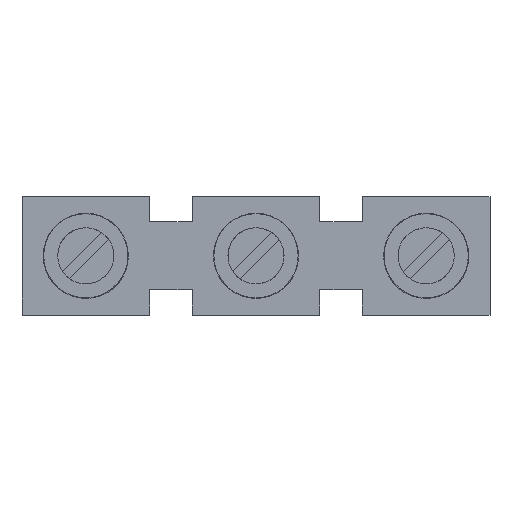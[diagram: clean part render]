
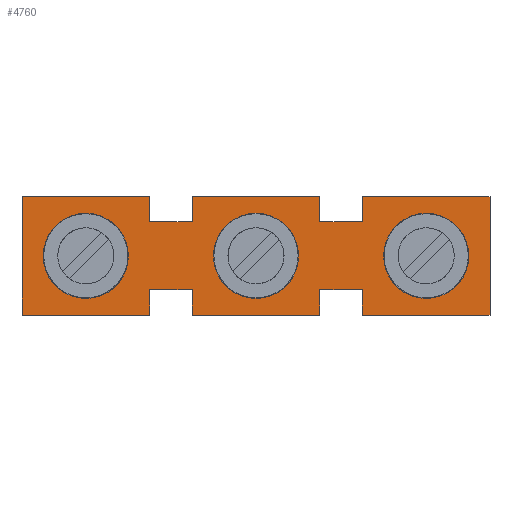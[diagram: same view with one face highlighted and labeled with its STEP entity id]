
A CAD part, top view. The second image highlights one B-rep face of the part: STEP entity #4760.
In plain terms, the highlighted face is planar.
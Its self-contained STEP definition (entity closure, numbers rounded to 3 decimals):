
#2800=CARTESIAN_POINT('',(188.851,75.07,-7.5));
#2810=DIRECTION('',(-0.,1.,0.));
#2820=DIRECTION('',(1.,0.,0.));
#2830=AXIS2_PLACEMENT_3D('',#2800,#2810,#2820);
#2840=PLANE('',#2830);
#2850=CARTESIAN_POINT('',(192.601,75.07,40.));
#2860=DIRECTION('',(0.,-1.,0.));
#2870=DIRECTION('',(-1.,0.,0.));
#2880=AXIS2_PLACEMENT_3D('',#2850,#2860,#2870);
#2890=CIRCLE('',#2880,5.);
#2900=CARTESIAN_POINT('',(187.601,75.07,40.));
#2910=VERTEX_POINT('',#2900);
#2920=CARTESIAN_POINT('',(197.601,75.07,40.));
#2930=VERTEX_POINT('',#2920);
#2940=EDGE_CURVE('',#2910,#2930,#2890,.T.);
#2950=ORIENTED_EDGE('',*,*,#2940,.T.);
#2960=EDGE_CURVE('',#2930,#2910,#2890,.T.);
#2970=ORIENTED_EDGE('',*,*,#2960,.T.);
#2980=EDGE_LOOP('',(#2970,#2950));
#2990=FACE_BOUND('',#2980,.T.);
#3000=CARTESIAN_POINT('',(192.601,75.07,
0.));
#3010=DIRECTION('',(0.,-1.,0.));
#3020=DIRECTION('',(0.,0.,-1.));
#3030=AXIS2_PLACEMENT_3D('',#3000,#3010,#3020);
#3040=CIRCLE('',#3030,5.);
#3050=CARTESIAN_POINT('',(192.601,75.07,-5.));
#3060=VERTEX_POINT('',#3050);
#3070=CARTESIAN_POINT('',(192.601,75.07,5.));
#3080=VERTEX_POINT('',#3070);
#3090=EDGE_CURVE('',#3060,#3080,#3040,.T.);
#3100=ORIENTED_EDGE('',*,*,#3090,.T.);
#3110=EDGE_CURVE('',#3080,#3060,#3040,.T.);
#3120=ORIENTED_EDGE('',*,*,#3110,.T.);
#3130=EDGE_LOOP('',(#3120,#3100));
#3140=FACE_BOUND('',#3130,.T.);
#3150=CARTESIAN_POINT('',(192.601,75.07,20.));
#3160=DIRECTION('',(0.,-1.,0.));
#3170=DIRECTION('',(-1.,0.,0.));
#3180=AXIS2_PLACEMENT_3D('',#3150,#3160,#3170);
#3190=CIRCLE('',#3180,5.);
#3200=CARTESIAN_POINT('',(187.601,75.07,20.));
#3210=VERTEX_POINT('',#3200);
#3220=CARTESIAN_POINT('',(197.601,75.07,20.));
#3230=VERTEX_POINT('',#3220);
#3240=EDGE_CURVE('',#3210,#3230,#3190,.T.);
#3250=ORIENTED_EDGE('',*,*,#3240,.T.);
#3260=EDGE_CURVE('',#3230,#3210,#3190,.T.);
#3270=ORIENTED_EDGE('',*,*,#3260,.T.);
#3280=EDGE_LOOP('',(#3270,#3250));
#3290=FACE_BOUND('',#3280,.T.);
#3300=CARTESIAN_POINT('',(199.551,75.07,0.));
#3310=DIRECTION('',(0.,0.,-1.));
#3320=VECTOR('',#3310,1.);
#3330=LINE('',#3300,#3320);
#3340=CARTESIAN_POINT('',(199.551,75.07,7.5));
#3350=VERTEX_POINT('',#3340);
#3360=CARTESIAN_POINT('',(199.551,75.07,-7.5));
#3370=VERTEX_POINT('',#3360);
#3380=EDGE_CURVE('',#3350,#3370,#3330,.T.);
#3390=ORIENTED_EDGE('',*,*,#3380,.T.);
#3400=CARTESIAN_POINT('',(0.,75.07,7.5));
#3410=DIRECTION('',(-1.,0.,0.));
#3420=VECTOR('',#3410,1.);
#3430=LINE('',#3400,#3420);
#3440=CARTESIAN_POINT('',(196.601,75.07,7.5));
#3450=VERTEX_POINT('',#3440);
#3460=EDGE_CURVE('',#3350,#3450,#3430,.T.);
#3470=ORIENTED_EDGE('',*,*,#3460,.F.);
#3480=CARTESIAN_POINT('',(196.601,75.07,0.));
#3490=DIRECTION('',(0.,0.,1.));
#3500=VECTOR('',#3490,1.);
#3510=LINE('',#3480,#3500);
#3520=CARTESIAN_POINT('',(196.601,75.07,12.5));
#3530=VERTEX_POINT('',#3520);
#3540=EDGE_CURVE('',#3450,#3530,#3510,.T.);
#3550=ORIENTED_EDGE('',*,*,#3540,.F.);
#3560=CARTESIAN_POINT('',(0.,75.07,12.5));
#3570=DIRECTION('',(1.,0.,0.));
#3580=VECTOR('',#3570,1.);
#3590=LINE('',#3560,#3580);
#3600=CARTESIAN_POINT('',(199.551,75.07,12.5));
#3610=VERTEX_POINT('',#3600);
#3620=EDGE_CURVE('',#3530,#3610,#3590,.T.);
#3630=ORIENTED_EDGE('',*,*,#3620,.F.);
#3640=CARTESIAN_POINT('',(199.551,75.07,
27.5));
#3650=VERTEX_POINT('',#3640);
#3660=EDGE_CURVE('',#3650,#3610,#3330,.T.);
#3670=ORIENTED_EDGE('',*,*,#3660,.T.);
#3680=CARTESIAN_POINT('',(0.,75.07,27.5));
#3690=DIRECTION('',(-1.,0.,0.));
#3700=VECTOR('',#3690,1.);
#3710=LINE('',#3680,#3700);
#3720=CARTESIAN_POINT('',(196.601,75.07,
27.5));
#3730=VERTEX_POINT('',#3720);
#3740=EDGE_CURVE('',#3650,#3730,#3710,.T.);
#3750=ORIENTED_EDGE('',*,*,#3740,.F.);
#3760=CARTESIAN_POINT('',(196.601,75.07,0.));
#3770=DIRECTION('',(0.,0.,1.));
#3780=VECTOR('',#3770,1.);
#3790=LINE('',#3760,#3780);
#3800=CARTESIAN_POINT('',(196.601,75.07,
32.5));
#3810=VERTEX_POINT('',#3800);
#3820=EDGE_CURVE('',#3730,#3810,#3790,.T.);
#3830=ORIENTED_EDGE('',*,*,#3820,.F.);
#3840=CARTESIAN_POINT('',(0.,75.07,32.5));
#3850=DIRECTION('',(1.,0.,0.));
#3860=VECTOR('',#3850,1.);
#3870=LINE('',#3840,#3860);
#3880=CARTESIAN_POINT('',(199.551,75.07,
32.5));
#3890=VERTEX_POINT('',#3880);
#3900=EDGE_CURVE('',#3810,#3890,#3870,.T.);
#3910=ORIENTED_EDGE('',*,*,#3900,.F.);
#3920=CARTESIAN_POINT('',(199.551,75.07,47.5));
#3930=VERTEX_POINT('',#3920);
#3940=EDGE_CURVE('',#3930,#3890,#3330,.T.);
#3950=ORIENTED_EDGE('',*,*,#3940,.T.);
#3960=CARTESIAN_POINT('',(0.,75.07,47.5));
#3970=DIRECTION('',(-1.,0.,0.));
#3980=VECTOR('',#3970,1.);
#3990=LINE('',#3960,#3980);
#4000=CARTESIAN_POINT('',(185.651,75.07,47.5));
#4010=VERTEX_POINT('',#4000);
#4020=EDGE_CURVE('',#3930,#4010,#3990,.T.);
#4030=ORIENTED_EDGE('',*,*,#4020,.F.);
#4040=CARTESIAN_POINT('',(185.651,75.07,0.));
#4050=DIRECTION('',(0.,0.,-1.));
#4060=VECTOR('',#4050,1.);
#4070=LINE('',#4040,#4060);
#4080=CARTESIAN_POINT('',(185.651,75.07,
32.5));
#4090=VERTEX_POINT('',#4080);
#4100=EDGE_CURVE('',#4010,#4090,#4070,.T.);
#4110=ORIENTED_EDGE('',*,*,#4100,.F.);
#4120=CARTESIAN_POINT('',(0.,75.07,32.5));
#4130=DIRECTION('',(1.,0.,0.));
#4140=VECTOR('',#4130,1.);
#4150=LINE('',#4120,#4140);
#4160=CARTESIAN_POINT('',(188.601,75.07,
32.5));
#4170=VERTEX_POINT('',#4160);
#4180=EDGE_CURVE('',#4090,#4170,#4150,.T.);
#4190=ORIENTED_EDGE('',*,*,#4180,.F.);
#4200=CARTESIAN_POINT('',(188.601,75.07,0.));
#4210=DIRECTION('',(0.,0.,-1.));
#4220=VECTOR('',#4210,1.);
#4230=LINE('',#4200,#4220);
#4240=CARTESIAN_POINT('',(188.601,75.07,
27.5));
#4250=VERTEX_POINT('',#4240);
#4260=EDGE_CURVE('',#4170,#4250,#4230,.T.);
#4270=ORIENTED_EDGE('',*,*,#4260,.F.);
#4280=CARTESIAN_POINT('',(0.,75.07,27.5));
#4290=DIRECTION('',(-1.,0.,0.));
#4300=VECTOR('',#4290,1.);
#4310=LINE('',#4280,#4300);
#4320=CARTESIAN_POINT('',(185.651,75.07,
27.5));
#4330=VERTEX_POINT('',#4320);
#4340=EDGE_CURVE('',#4250,#4330,#4310,.T.);
#4350=ORIENTED_EDGE('',*,*,#4340,.F.);
#4360=CARTESIAN_POINT('',(185.651,75.07,12.5));
#4370=VERTEX_POINT('',#4360);
#4380=EDGE_CURVE('',#4330,#4370,#4070,.T.);
#4390=ORIENTED_EDGE('',*,*,#4380,.F.);
#4400=CARTESIAN_POINT('',(0.,75.07,12.5));
#4410=DIRECTION('',(1.,0.,0.));
#4420=VECTOR('',#4410,1.);
#4430=LINE('',#4400,#4420);
#4440=CARTESIAN_POINT('',(188.601,75.07,12.5));
#4450=VERTEX_POINT('',#4440);
#4460=EDGE_CURVE('',#4370,#4450,#4430,.T.);
#4470=ORIENTED_EDGE('',*,*,#4460,.F.);
#4480=CARTESIAN_POINT('',(188.601,75.07,0.));
#4490=DIRECTION('',(0.,0.,-1.));
#4500=VECTOR('',#4490,1.);
#4510=LINE('',#4480,#4500);
#4520=CARTESIAN_POINT('',(188.601,75.07,7.5));
#4530=VERTEX_POINT('',#4520);
#4540=EDGE_CURVE('',#4450,#4530,#4510,.T.);
#4550=ORIENTED_EDGE('',*,*,#4540,.F.);
#4560=CARTESIAN_POINT('',(0.,75.07,7.5));
#4570=DIRECTION('',(-1.,0.,0.));
#4580=VECTOR('',#4570,1.);
#4590=LINE('',#4560,#4580);
#4600=CARTESIAN_POINT('',(185.651,75.07,7.5));
#4610=VERTEX_POINT('',#4600);
#4620=EDGE_CURVE('',#4530,#4610,#4590,.T.);
#4630=ORIENTED_EDGE('',*,*,#4620,.F.);
#4640=CARTESIAN_POINT('',(185.651,75.07,-7.5));
#4650=VERTEX_POINT('',#4640);
#4660=EDGE_CURVE('',#4610,#4650,#4070,.T.);
#4670=ORIENTED_EDGE('',*,*,#4660,.F.);
#4680=CARTESIAN_POINT('',(0.,75.07,-7.5));
#4690=DIRECTION('',(-1.,0.,0.));
#4700=VECTOR('',#4690,1.);
#4710=LINE('',#4680,#4700);
#4720=EDGE_CURVE('',#3370,#4650,#4710,.T.);
#4730=ORIENTED_EDGE('',*,*,#4720,.T.);
#4740=EDGE_LOOP('',(#4730,#4670,#4630,#4550,#4470,#4390,#4350,#4270,
#4190,#4110,#4030,#3950,#3910,#3830,#3750,#3670,#3630,#3550,#3470,#3390)
);
#4750=FACE_OUTER_BOUND('',#4740,.T.);
#4760=ADVANCED_FACE('',(#2990,#3140,#3290,#4750),#2840,.T.);
